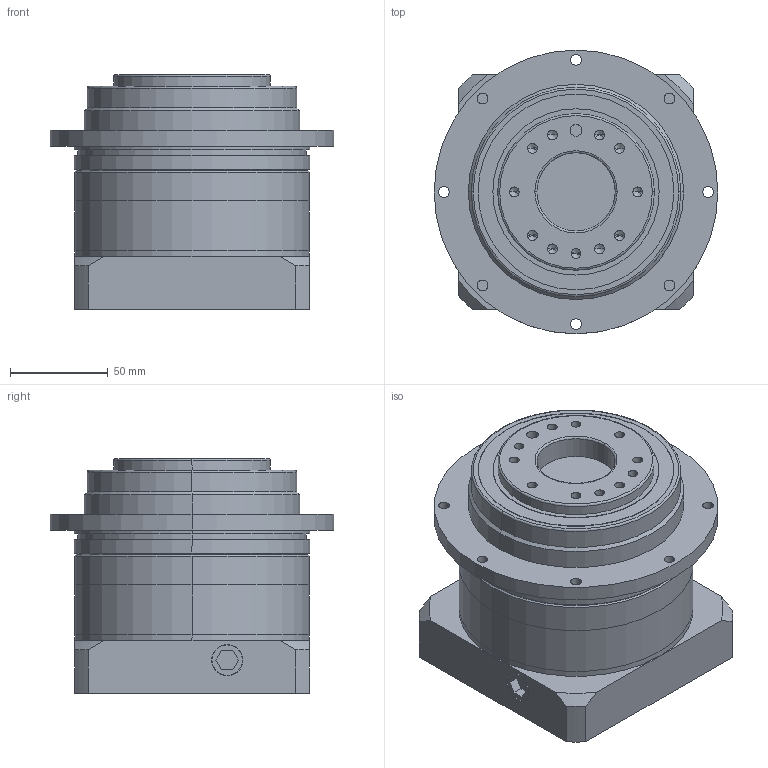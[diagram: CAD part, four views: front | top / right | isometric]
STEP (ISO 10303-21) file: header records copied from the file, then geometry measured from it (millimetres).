
FILE_DESCRIPTION (( 'STEP AP214' ), '1' );
FILE_NAME ('VGH110单级模型（16-35 80-3 4-6.5-100）.STEP', '2018-07-20T08:23:15', ( 'Windows' ), ( 'Microsoft' ), 'SwSTEP 2.0', 'SolidWorks 2016', '' );
FILE_SCHEMA (( 'AUTOMOTIVE_DESIGN' ));
Length unit declared in the file: millimetre
Products named in the file (1): VGH110单级模型（16-35 80-3 4-6.5-100）
Bounding box: 145 x 145 x 120 mm (x, y, z)
Volume: 1261345 mm3; surface area: 163371.1 mm2
Topology: 4 solids, 4 shells, 261 faces, 617 edges, 379 vertices
Faces by surface type: cylinder 121, plane 94, cone 40, torus 6
Entity records: 8056 total; most frequent: DIRECTION 1373, CARTESIAN_POINT 1252, ORIENTED_EDGE 1174, EDGE_CURVE 587, AXIS2_PLACEMENT_3D 532, VERTEX_POINT 379, EDGE_LOOP 324, VECTOR 309
